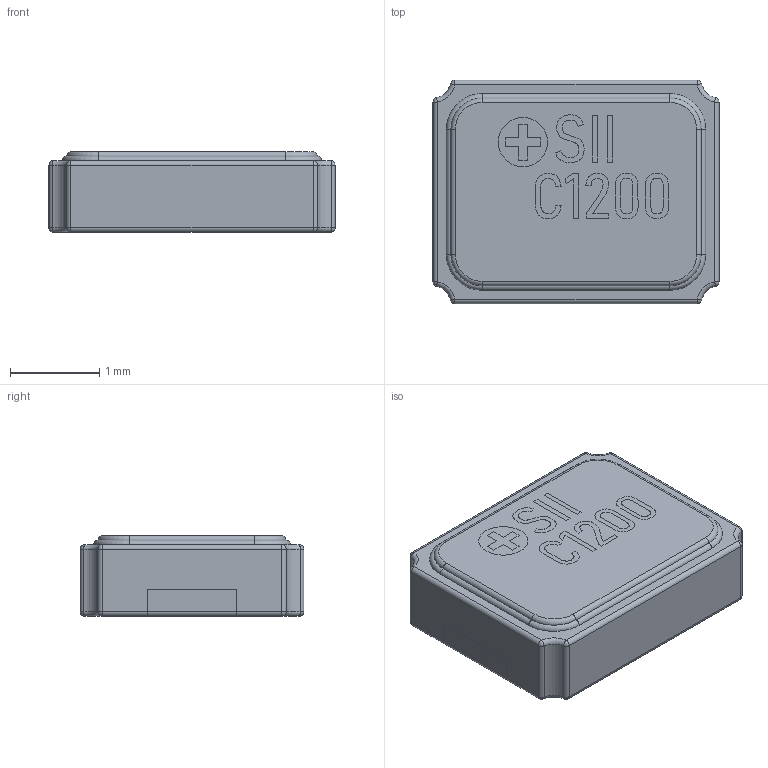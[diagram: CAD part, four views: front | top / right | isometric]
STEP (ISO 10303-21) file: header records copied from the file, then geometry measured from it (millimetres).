
FILE_DESCRIPTION(/* description */ (''),/* implementation_level */ '2;1');
FILE_NAME(/* name */ 'Seiko Instrum - CPH3225A.step',/* time_stamp */ '2020-05-13T19:38:49+01:00',/* author */ (''),/* organization */ (''),/* preprocessor_version */ 'ST-DEVELOPER v18.1',/* originating_system */ 'Autodesk Translation Framework v9.2.0.1227',/* authorisation */ '');
FILE_SCHEMA (('AUTOMOTIVE_DESIGN { 1 0 10303 214 3 1 1 }'));
Length unit declared in the file: millimetre
Products named in the file (1): Seiko Instrum - CPH3225A
Bounding box: 3.2 x 2.5 x 0.9 mm (x, y, z)
Volume: 6.9 mm3; surface area: 24.5 mm2
Topology: 1 solids, 1 shells, 87 faces, 325 edges, 253 vertices
Faces by surface type: cylinder 32, plane 23, sphere 16, torus 16
Entity records: 3905 total; most frequent: CARTESIAN_POINT 1098, ORIENTED_EDGE 650, DIRECTION 490, EDGE_CURVE 325, VERTEX_POINT 253, AXIS2_PLACEMENT_3D 185, LINE 120, VECTOR 120
